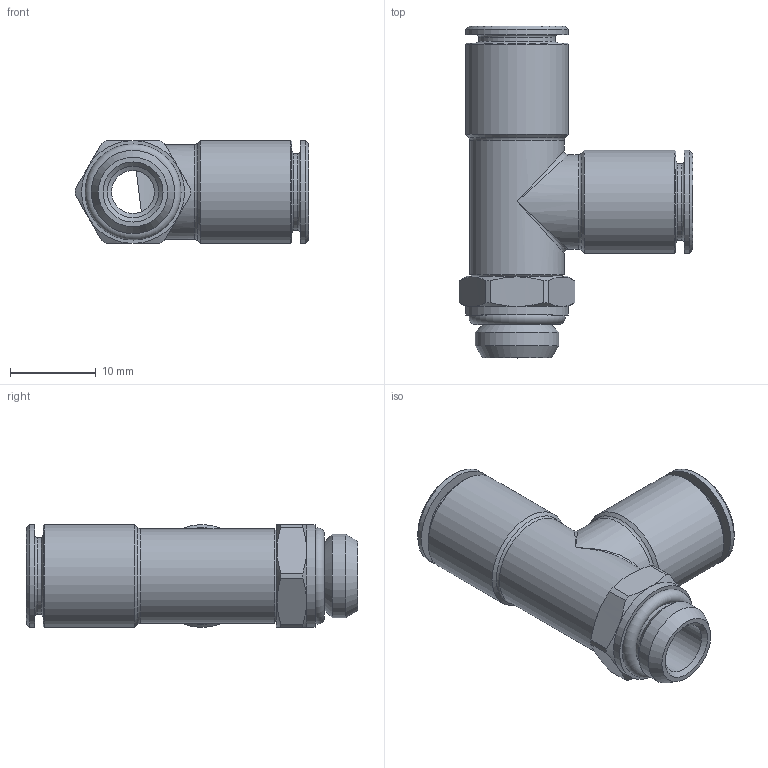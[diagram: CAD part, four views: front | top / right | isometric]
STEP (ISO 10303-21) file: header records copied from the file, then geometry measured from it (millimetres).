
FILE_DESCRIPTION(( 'MAL.24.08.18.stp' ), '1');
FILE_NAME( 'MAL.24.08.18.stp', '2021-02-19T16:28:18',( 'Sopra'),('sopra-pneumatic.com'), 'SwSTEP 2.0','SolidWorks 2009','' );
FILE_SCHEMA( ( 'CONFIG_CONTROL_DESIGN' ) );
Length unit declared in the file: millimetre
Products named in the file (2): F0140041; Rivoluzione4
Assembly tree (1 placements, depth 2):
  F0140041
    Rivoluzione4
Bounding box: 27.25 x 38.7 x 12 mm (x, y, z)
Volume: 3290.8 mm3; surface area: 3559 mm2
Topology: 1 solids, 1 shells, 71 faces, 165 edges, 96 vertices
Faces by surface type: cone 24, cylinder 23, plane 16, torus 5, bspline 2, sphere 1
Full cylindrical faces by diameter (mm): 5 x1, 6 x3, 7.9 x1, 8.15 x2, 8.9 x2, 9.7 x1, 11 x2, 12 x5
Entity records: 2256 total; most frequent: CARTESIAN_POINT 824, DIRECTION 292, ORIENTED_EDGE 218, AXIS2_PLACEMENT_3D 140, EDGE_LOOP 122, EDGE_CURVE 109, FACE_OUTER_BOUND 93, VERTEX_POINT 88
